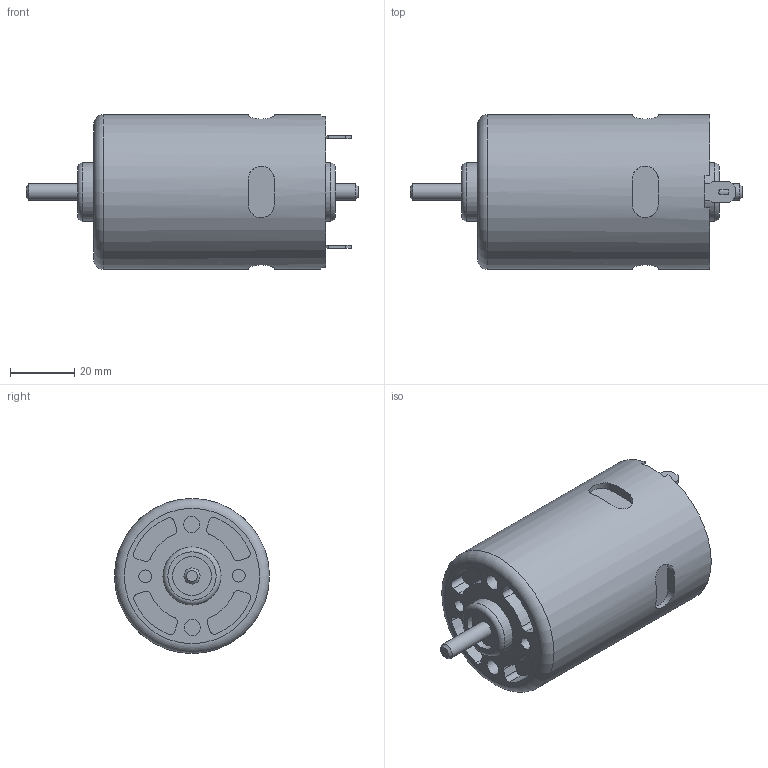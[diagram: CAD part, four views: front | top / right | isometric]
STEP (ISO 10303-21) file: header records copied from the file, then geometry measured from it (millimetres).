
FILE_DESCRIPTION(/* description */ ('STEP AP242','CAx-IF Rec.Pracs.---Representation and Presentation of Product Manufacturing Information (PMI)---4.0---2014-10-13','CAx-IF Rec.Pracs.---3D Tessellated Geometry---0.4---2014-09-14','2;1'),/* implementation_level */ '2;1');
FILE_NAME(/* name */ 'Ref_Model - Part 1',/* time_stamp */ '2025-08-11T20:51:06Z',/* author */ (''),/* organization */ (''),/* preprocessor_version */ 'ST-DEVELOPER v20',/* originating_system */ 'ONSHAPE BY PTC INC, 1.202',/* authorisation */ ' ');
FILE_SCHEMA (('AP242_MANAGED_MODEL_BASED_3D_ENGINEERING_MIM_LF { 1 0 10303 442 1 1 4 }'));
Length unit declared in the file: metre
Products named in the file (1): Part 1
Bounding box: 103 x 48 x 48 mm (x, y, z)
Volume: 126321.2 mm3; surface area: 17252.5 mm2
Topology: 1 solids, 1 shells, 131 faces, 325 edges, 215 vertices
Faces by surface type: plane 74, cylinder 52, torus 3, cone 2
Full cylindrical faces by diameter (mm): 4 x2, 5 x4, 12 x2, 18 x2, 44.8 x1, 48 x1
Entity records: 4304 total; most frequent: CARTESIAN_POINT 838, DIRECTION 674, ORIENTED_EDGE 606, EDGE_CURVE 303, AXIS2_PLACEMENT_3D 247, VERTEX_POINT 211, LINE 180, VECTOR 180
